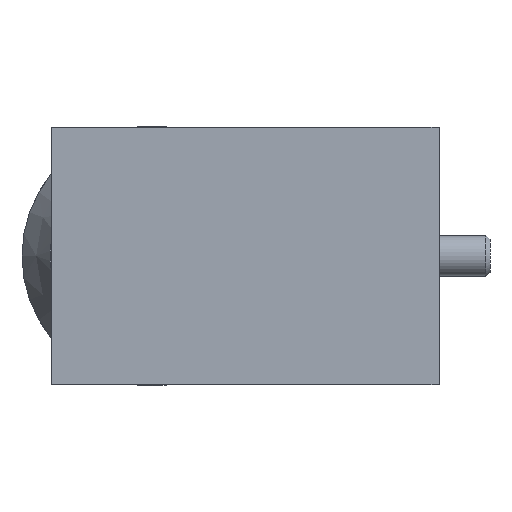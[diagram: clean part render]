
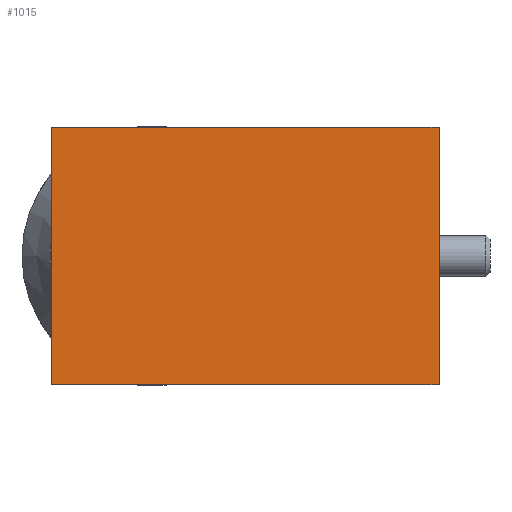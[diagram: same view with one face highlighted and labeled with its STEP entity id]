
A CAD part, left-side view. The second image highlights one B-rep face of the part: STEP entity #1015.
In plain terms, the highlighted planar face has unit normal (-1, 0, 0).
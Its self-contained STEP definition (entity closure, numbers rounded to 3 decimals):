
#36=LINE('',#1504,#140);
#42=LINE('',#1523,#146);
#49=LINE('',#1542,#153);
#67=LINE('',#1585,#171);
#140=VECTOR('',#1194,1000.);
#146=VECTOR('',#1204,1000.);
#153=VECTOR('',#1213,1000.);
#171=VECTOR('',#1247,1000.);
#245=PLANE('',#1099);
#345=ORIENTED_EDGE('',*,*,#609,.T.);
#346=ORIENTED_EDGE('',*,*,#579,.T.);
#347=ORIENTED_EDGE('',*,*,#571,.F.);
#348=ORIENTED_EDGE('',*,*,#587,.T.);
#571=EDGE_CURVE('',#709,#710,#36,.T.);
#579=EDGE_CURVE('',#717,#710,#42,.T.);
#587=EDGE_CURVE('',#709,#723,#49,.T.);
#609=EDGE_CURVE('',#723,#717,#67,.T.);
#709=VERTEX_POINT('',#1503);
#710=VERTEX_POINT('',#1505);
#717=VERTEX_POINT('',#1524);
#723=VERTEX_POINT('',#1541);
#841=EDGE_LOOP('',(#345,#346,#347,#348));
#926=FACE_BOUND('',#841,.T.);
#1015=ADVANCED_FACE('',(#926),#245,.T.);
#1099=AXIS2_PLACEMENT_3D('',#1586,#1248,#1249);
#1194=DIRECTION('',(0.,0.,1.));
#1204=DIRECTION('',(0.,1.,0.));
#1213=DIRECTION('',(0.,-1.,0.));
#1247=DIRECTION('',(0.,0.,1.));
#1248=DIRECTION('',(-1.,0.,0.));
#1249=DIRECTION('',(0.,0.,1.));
#1503=CARTESIAN_POINT('',(-7.875,23.5,-7.81));
#1504=CARTESIAN_POINT('',(-7.875,23.5,-7.81));
#1505=CARTESIAN_POINT('',(-7.875,23.5,7.81));
#1523=CARTESIAN_POINT('',(-7.875,11.75,7.81));
#1524=CARTESIAN_POINT('',(-7.875,0.,7.81));
#1541=CARTESIAN_POINT('',(-7.875,0.,-7.81));
#1542=CARTESIAN_POINT('',(-7.875,11.75,-7.81));
#1585=CARTESIAN_POINT('',(-7.875,0.,-7.81));
#1586=CARTESIAN_POINT('',(-7.875,11.75,-7.81));
